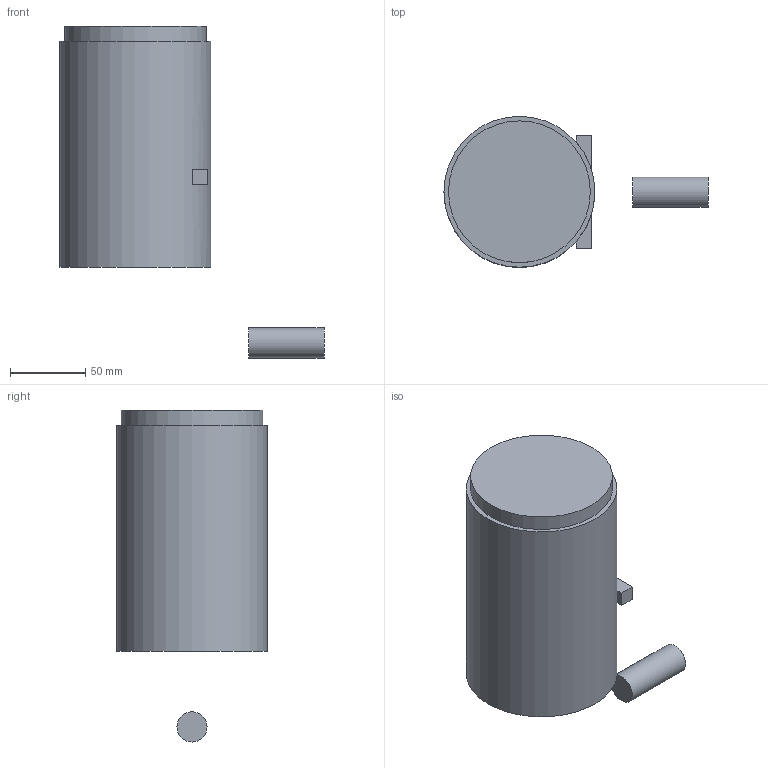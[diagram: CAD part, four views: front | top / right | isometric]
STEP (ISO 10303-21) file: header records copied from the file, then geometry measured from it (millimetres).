
FILE_DESCRIPTION(('Zoo Text-to-CAD'),'1');
FILE_NAME('Zoo Text-to-CAD model','2024-08-31T14:00:42',('Author'),('Zoo'),'Zoo Text-to-CAD','text-to-cad.zoo.dev','Unknown');
FILE_SCHEMA(('AUTOMOTIVE_DESIGN { 1 0 10303 214 1 1 1 1 }'));
Length unit declared in the file: millimetre
Products named in the file (5): Zoo Text-to-CAD
Assembly tree (4 placements, depth 3):
  Zoo Text-to-CAD
    Zoo Text-to-CAD
      Zoo Text-to-CAD
      Zoo Text-to-CAD
      Zoo Text-to-CAD
Bounding box: 175 x 100 x 220 mm (x, y, z)
Volume: 249080.6 mm3; surface area: 128329.5 mm2
Topology: 3 solids, 3 shells, 24 faces, 45 edges, 30 vertices
Faces by surface type: plane 20, cylinder 4
Full cylindrical faces by diameter (mm): 20 x1, 94 x2, 100 x1
Entity records: 1267 total; most frequent: CARTESIAN_POINT 231, DIRECTION 192, ORIENTED_EDGE 90, LINE 90, VECTOR 90, PCURVE 90, DEFINITIONAL_REPRESENTATION 90, AXIS2_PLACEMENT_3D 45
